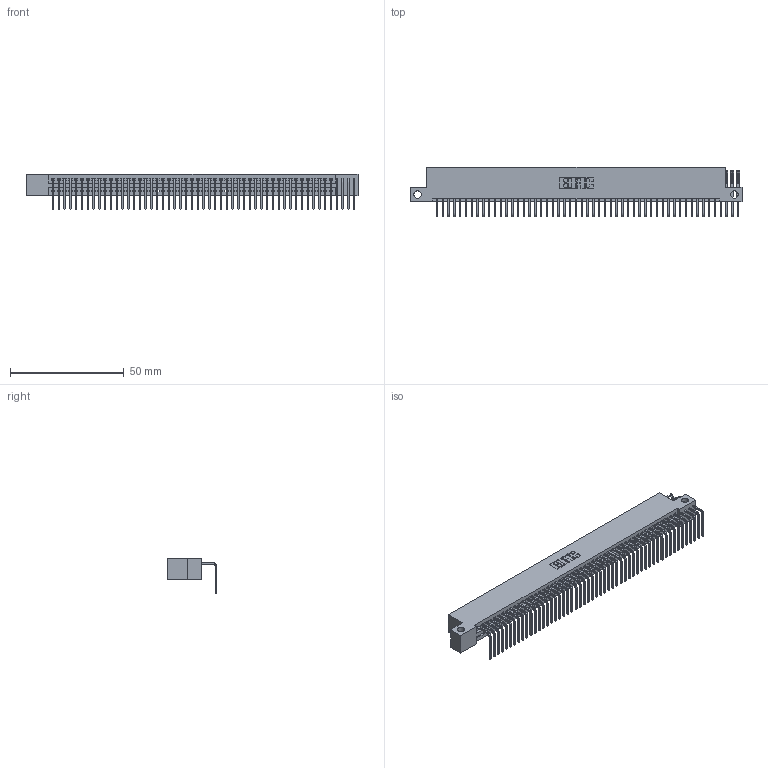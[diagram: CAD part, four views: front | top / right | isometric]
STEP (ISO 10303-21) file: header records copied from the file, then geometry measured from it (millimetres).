
FILE_DESCRIPTION (( 'STEP AP203' ), '1' );
FILE_NAME ('345-053-558-112.STEP', '2019-10-10T18:58:21', ( '' ), ( '' ), 'SwSTEP 2.0', 'SolidWorks 2016', '' );
FILE_SCHEMA (( 'CONFIG_CONTROL_DESIGN' ));
Length unit declared in the file: inch
Products named in the file (3): 345 Part_Flush Mounting Lugs - Side Mount; 345-292-001_558 Tail - 2; 345-053-558-112
Assembly tree (54 placements, depth 2):
  345-053-558-112
    345 Part_Flush Mounting Lugs - Side Mount
    345-292-001_558 Tail - 2  x53
Bounding box: 145.67 x 21.83 x 15.37 mm (x, y, z)
Volume: 14028.2 mm3; surface area: 19876.3 mm2
Topology: 54 solids, 54 shells, 3242 faces, 9771 edges, 6442 vertices
Faces by surface type: plane 2250, cylinder 992
Entity records: 36151 total; most frequent: CARTESIAN_POINT 6251, ORIENTED_EDGE 6230, DIRECTION 5453, EDGE_CURVE 3115, VECTOR 2787, LINE 2787, VERTEX_POINT 2074, AXIS2_PLACEMENT_3D 1333
